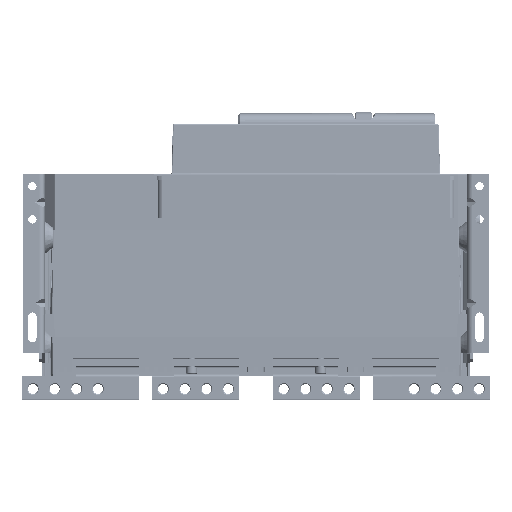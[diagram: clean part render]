
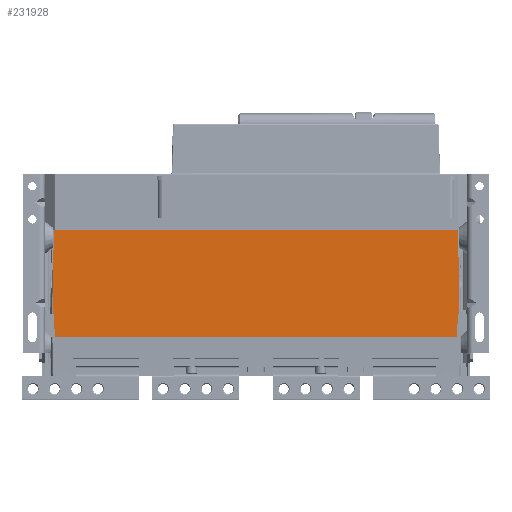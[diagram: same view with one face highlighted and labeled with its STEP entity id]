
A CAD part, front view. The second image highlights one B-rep face of the part: STEP entity #231928.
In plain terms, the highlighted planar face has unit normal (0, -1, 0.013).
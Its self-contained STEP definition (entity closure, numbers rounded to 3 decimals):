
#5326=DIRECTION('',(-1.,0.,0.));
#5327=VECTOR('',#5326,463.75);
#5328=CARTESIAN_POINT('',(10.375,-13.,0.));
#5329=LINE('',#5328,#5327);
#5330=DIRECTION('',(-1.,0.,0.));
#5331=VECTOR('',#5330,1.76);
#5332=CARTESIAN_POINT('',(-453.846,-12.647,27.));
#5333=LINE('',#5332,#5331);
#5334=DIRECTION('',(0.013,0.013,1.));
#5335=VECTOR('',#5334,96.016);
#5336=CARTESIAN_POINT('',(-455.606,-12.647,27.));
#5337=LINE('',#5336,#5335);
#5338=DIRECTION('',(0.013,-0.013,-1.));
#5339=VECTOR('',#5338,96.016);
#5340=CARTESIAN_POINT('',(11.397,-11.39,123.));
#5341=LINE('',#5340,#5339);
#5342=DIRECTION('',(-0.017,-0.013,-1.));
#5343=VECTOR('',#5342,27.006);
#5344=CARTESIAN_POINT('',(10.846,-12.647,27.));
#5345=LINE('',#5344,#5343);
#5663=DIRECTION('',(1.,0.,0.));
#5664=VECTOR('',#5663,1.76);
#5665=CARTESIAN_POINT('',(10.846,-12.647,27.));
#5666=LINE('',#5665,#5664);
#6235=DIRECTION('',(-1.,0.,0.));
#6236=VECTOR('',#6235,465.793);
#6237=CARTESIAN_POINT('',(11.397,-11.39,123.));
#6238=LINE('',#6237,#6236);
#59815=DIRECTION('',(0.017,-0.013,-1.));
#59816=VECTOR('',#59815,27.006);
#59817=CARTESIAN_POINT('',(-453.846,-12.647,27.));
#59818=LINE('',#59817,#59816);
#193385=CARTESIAN_POINT('',(10.846,-12.647,27.));
#193386=VERTEX_POINT('',#193385);
#193387=CARTESIAN_POINT('',(12.606,-12.647,27.));
#193388=VERTEX_POINT('',#193387);
#193403=CARTESIAN_POINT('',(11.397,-11.39,123.));
#193404=VERTEX_POINT('',#193403);
#193406=CARTESIAN_POINT('',(10.375,-13.,0.));
#193407=CARTESIAN_POINT('',(-453.375,-13.,0.));
#193408=VERTEX_POINT('',#193406);
#193409=VERTEX_POINT('',#193407);
#193410=CARTESIAN_POINT('',(-453.846,-12.647,27.));
#193411=VERTEX_POINT('',#193410);
#193412=CARTESIAN_POINT('',(-455.606,-12.647,27.));
#193413=VERTEX_POINT('',#193412);
#193414=CARTESIAN_POINT('',(-454.397,-11.39,123.));
#193415=VERTEX_POINT('',#193414);
#231907=CARTESIAN_POINT('',(-476.007,-13.,0.));
#231908=DIRECTION('',(0.,-1.,0.013));
#231909=DIRECTION('',(-1.,0.,0.));
#231910=AXIS2_PLACEMENT_3D('',#231907,#231908,#231909);
#231911=PLANE('',#231910);
#231913=ORIENTED_EDGE('',*,*,#231912,.T.);
#231915=ORIENTED_EDGE('',*,*,#231914,.F.);
#231916=ORIENTED_EDGE('',*,*,#231892,.T.);
#231917=ORIENTED_EDGE('',*,*,#231858,.T.);
#231919=ORIENTED_EDGE('',*,*,#231918,.F.);
#231921=ORIENTED_EDGE('',*,*,#231920,.T.);
#231923=ORIENTED_EDGE('',*,*,#231922,.F.);
#231925=ORIENTED_EDGE('',*,*,#231924,.T.);
#231926=EDGE_LOOP('',(#231913,#231915,#231916,#231917,#231919,#231921,#231923,
#231925));
#231927=FACE_OUTER_BOUND('',#231926,.F.);
#231928=ADVANCED_FACE('',(#231927),#231911,.T.);
#231858=EDGE_CURVE('',#193413,#193415,#5337,.T.);
#231892=EDGE_CURVE('',#193411,#193413,#5333,.T.);
#231912=EDGE_CURVE('',#193408,#193409,#5329,.T.);
#231914=EDGE_CURVE('',#193411,#193409,#59818,.T.);
#231918=EDGE_CURVE('',#193404,#193415,#6238,.T.);
#231920=EDGE_CURVE('',#193404,#193388,#5341,.T.);
#231922=EDGE_CURVE('',#193386,#193388,#5666,.T.);
#231924=EDGE_CURVE('',#193386,#193408,#5345,.T.);
